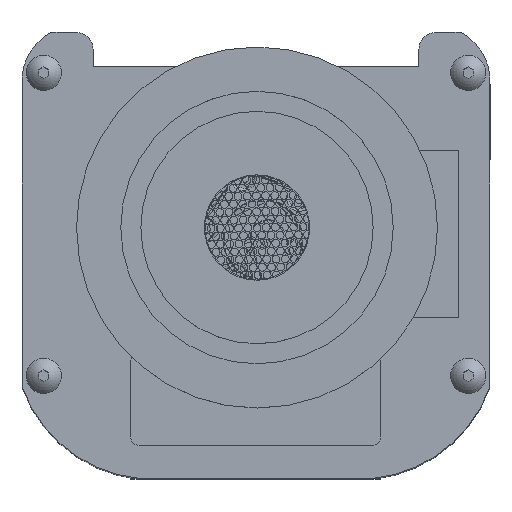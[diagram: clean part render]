
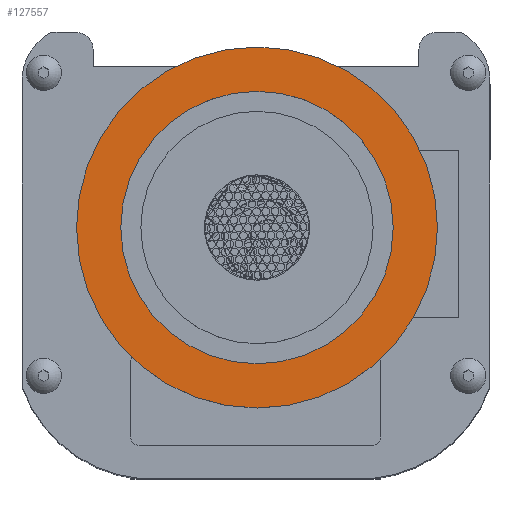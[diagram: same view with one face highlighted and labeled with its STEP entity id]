
A CAD part, top view. The second image highlights one B-rep face of the part: STEP entity #127557.
In plain terms, the highlighted planar face has unit normal (0, 0, 1).
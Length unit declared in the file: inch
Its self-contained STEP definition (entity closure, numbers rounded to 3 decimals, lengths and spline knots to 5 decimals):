
#16709 = EDGE_CURVE ( 'NONE', #78838, #78838, #110786, .T. ) ;
#24017 = DIRECTION ( 'NONE',  ( 0., 0., -1. ) ) ;
#29739 = CARTESIAN_POINT ( 'NONE',  ( -0.68863, 1.53582, 4.605 ) ) ;
#61861 = VERTEX_POINT ( 'NONE', #29739 ) ;
#63155 = FACE_OUTER_BOUND ( 'NONE', #116247, .T. ) ;
#67329 = EDGE_LOOP ( 'NONE', ( #122494 ) ) ;
#67661 = CARTESIAN_POINT ( 'NONE',  ( 0.006, 0.70885, 4.605 ) ) ;
#68048 = CARTESIAN_POINT ( 'NONE',  ( 0.006, 0.70885, 4.605 ) ) ;
#74645 = AXIS2_PLACEMENT_3D ( 'NONE', #93435, #24017, #105083 ) ;
#78838 = VERTEX_POINT ( 'NONE', #122987 ) ;
#79380 = DIRECTION ( 'NONE',  ( -0.643, 0.766, 0. ) ) ;
#79750 = DIRECTION ( 'NONE',  ( -0.643, 0.766, 0. ) ) ;
#87521 = AXIS2_PLACEMENT_3D ( 'NONE', #67661, #148755, #79380 ) ;
#90026 = EDGE_CURVE ( 'NONE', #61861, #61861, #97892, .T. ) ;
#90308 = FACE_BOUND ( 'NONE', #67329, .T. ) ;
#90758 = PLANE ( 'NONE',  #147033 ) ;
#93435 = CARTESIAN_POINT ( 'NONE',  ( 0.006, 0.70885, 4.605 ) ) ;
#97892 = CIRCLE ( 'NONE', #87521, 1.08 ) ;
#105083 = DIRECTION ( 'NONE',  ( -0.643, 0.766, 0. ) ) ;
#110786 = CIRCLE ( 'NONE', #74645, 0.815 ) ;
#112672 = ORIENTED_EDGE ( 'NONE', *, *, #90026, .T. ) ;
#116247 = EDGE_LOOP ( 'NONE', ( #112672 ) ) ;
#122494 = ORIENTED_EDGE ( 'NONE', *, *, #16709, .T. ) ;
#122987 = CARTESIAN_POINT ( 'NONE',  ( -0.51819, 1.33291, 4.605 ) ) ;
#127557 = ADVANCED_FACE ( 'NONE', ( #90308, #63155 ), #90758, .T. ) ;
#147033 = AXIS2_PLACEMENT_3D ( 'NONE', #68048, #149137, #79750 ) ;
#148755 = DIRECTION ( 'NONE',  ( 0., 0., 1. ) ) ;
#149137 = DIRECTION ( 'NONE',  ( 0., 0., 1. ) ) ;
